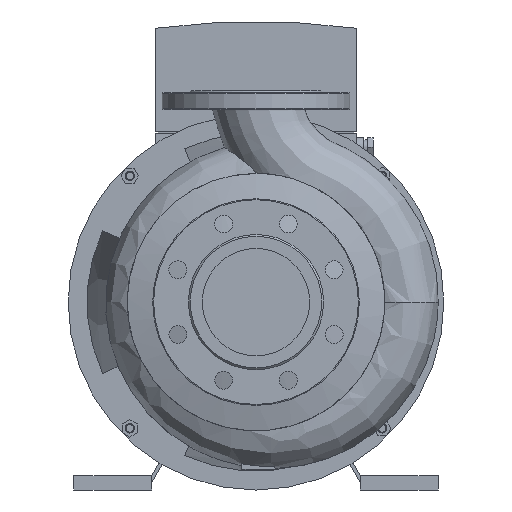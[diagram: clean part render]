
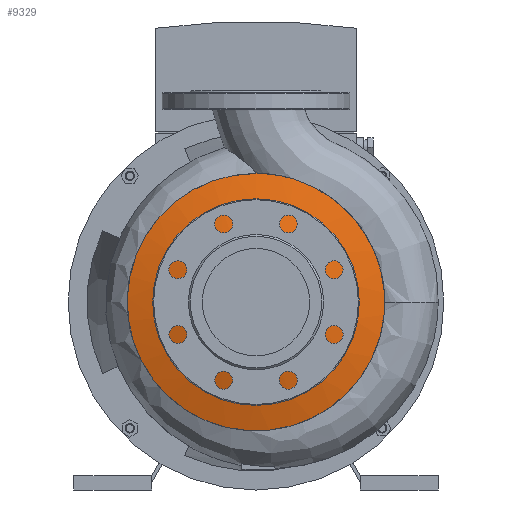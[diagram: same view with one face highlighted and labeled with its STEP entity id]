
A CAD part, left-side view. The second image highlights one B-rep face of the part: STEP entity #9329.
In plain terms, the highlighted conical face has half-angle 75.726 degrees and reference radius 104.595 mm.
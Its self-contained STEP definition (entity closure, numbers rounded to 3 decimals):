
#40=CONICAL_SURFACE('',#10243,104.595,1.322);
#367=FACE_BOUND('',#2272,.T.);
#772=CIRCLE('',#10244,137.04);
#773=CIRCLE('',#10245,72.15);
#1604=FACE_OUTER_BOUND('',#2271,.T.);
#2271=EDGE_LOOP('',(#8619,#8620));
#2272=EDGE_LOOP('',(#8621));
#2374=B_SPLINE_CURVE_WITH_KNOTS('',3,(#18973,#18974,#18975,#18976,#18977,
#18978,#18979),.UNSPECIFIED.,.F.,.F.,(4,3,4),(9.315,10.472,
11.605),.UNSPECIFIED.);
#4806=VERTEX_POINT('',#18955);
#4807=VERTEX_POINT('',#18972);
#4814=VERTEX_POINT('',#19071);
#6085=EDGE_CURVE('',#4807,#4806,#2374,.T.);
#6095=EDGE_CURVE('',#4806,#4807,#772,.T.);
#6096=EDGE_CURVE('',#4814,#4814,#773,.T.);
#8619=ORIENTED_EDGE('',*,*,#6085,.T.);
#8620=ORIENTED_EDGE('',*,*,#6095,.T.);
#8621=ORIENTED_EDGE('',*,*,#6096,.F.);
#9329=ADVANCED_FACE('',(#1604,#367),#40,.T.);
#10243=AXIS2_PLACEMENT_3D('',#19069,#12807,#12808);
#10244=AXIS2_PLACEMENT_3D('',#19070,#12809,#12810);
#10245=AXIS2_PLACEMENT_3D('',#19072,#12811,#12812);
#12807=DIRECTION('center_axis',(1.,0.,0.));
#12808=DIRECTION('ref_axis',(0.,0.,1.));
#12809=DIRECTION('center_axis',(-1.,0.,0.));
#12810=DIRECTION('ref_axis',(0.,0.,1.));
#12811=DIRECTION('center_axis',(-1.,0.,0.));
#12812=DIRECTION('ref_axis',(0.,0.,1.));
#18955=CARTESIAN_POINT('',(-45.991,-39.624,331.186));
#18972=CARTESIAN_POINT('',(-45.991,-62.493,321.961));
#18973=CARTESIAN_POINT('Ctrl Pts',(-45.991,-62.493,321.961));
#18974=CARTESIAN_POINT('Ctrl Pts',(-46.09,-58.635,
323.503));
#18975=CARTESIAN_POINT('Ctrl Pts',(-46.145,-54.786,325.019));
#18976=CARTESIAN_POINT('Ctrl Pts',(-46.149,-50.936,326.555));
#18977=CARTESIAN_POINT('Ctrl Pts',(-46.152,-47.167,
328.057));
#18978=CARTESIAN_POINT('Ctrl Pts',(-46.104,-43.398,
329.582));
#18979=CARTESIAN_POINT('Ctrl Pts',(-45.991,-39.624,
331.186));
#19069=CARTESIAN_POINT('Origin',(-54.246,0.,200.));
#19070=CARTESIAN_POINT('Origin',(-45.991,0.,200.));
#19071=CARTESIAN_POINT('',(-62.5,0.,272.15));
#19072=CARTESIAN_POINT('Origin',(-62.5,0.,200.));
